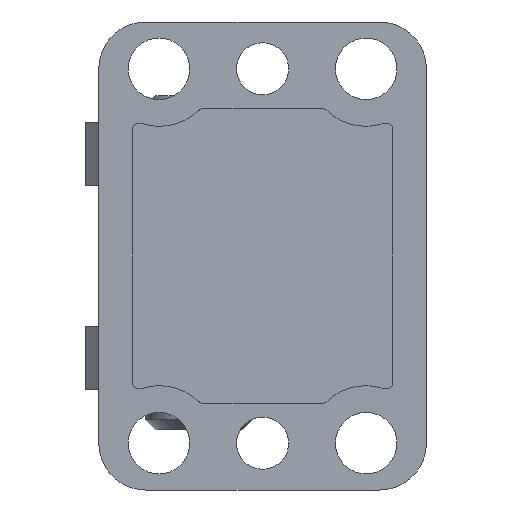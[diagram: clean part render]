
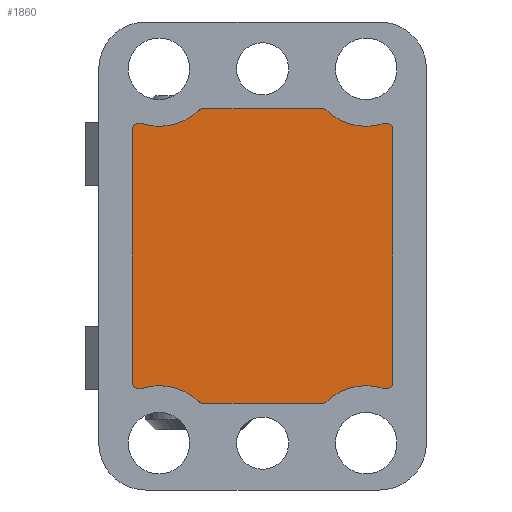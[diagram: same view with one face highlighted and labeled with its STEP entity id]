
A CAD part, front view. The second image highlights one B-rep face of the part: STEP entity #1860.
In plain terms, the highlighted planar face has unit normal (0, -1, 0).
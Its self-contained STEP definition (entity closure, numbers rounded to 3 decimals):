
#53=PLANE('',#2073);
#148=LINE('',#3053,#292);
#153=LINE('',#3069,#297);
#158=LINE('',#3085,#302);
#163=LINE('',#3101,#307);
#292=VECTOR('',#2428,1000.);
#297=VECTOR('',#2447,1000.);
#302=VECTOR('',#2466,1000.);
#307=VECTOR('',#2485,1000.);
#605=ORIENTED_EDGE('',*,*,#1028,.F.);
#606=ORIENTED_EDGE('',*,*,#1058,.F.);
#607=ORIENTED_EDGE('',*,*,#1056,.T.);
#608=ORIENTED_EDGE('',*,*,#1054,.F.);
#609=ORIENTED_EDGE('',*,*,#1052,.F.);
#610=ORIENTED_EDGE('',*,*,#1050,.F.);
#611=ORIENTED_EDGE('',*,*,#1048,.T.);
#612=ORIENTED_EDGE('',*,*,#1046,.F.);
#613=ORIENTED_EDGE('',*,*,#1044,.F.);
#614=ORIENTED_EDGE('',*,*,#1042,.F.);
#615=ORIENTED_EDGE('',*,*,#1040,.T.);
#616=ORIENTED_EDGE('',*,*,#1038,.F.);
#617=ORIENTED_EDGE('',*,*,#1036,.F.);
#618=ORIENTED_EDGE('',*,*,#1034,.F.);
#619=ORIENTED_EDGE('',*,*,#1032,.T.);
#620=ORIENTED_EDGE('',*,*,#1030,.F.);
#1028=EDGE_CURVE('',#1273,#1274,#148,.T.);
#1030=EDGE_CURVE('',#1274,#1275,#1415,.T.);
#1032=EDGE_CURVE('',#1276,#1275,#1416,.T.);
#1034=EDGE_CURVE('',#1276,#1277,#1417,.T.);
#1036=EDGE_CURVE('',#1277,#1278,#153,.T.);
#1038=EDGE_CURVE('',#1278,#1279,#1418,.T.);
#1040=EDGE_CURVE('',#1280,#1279,#1419,.T.);
#1042=EDGE_CURVE('',#1280,#1281,#1420,.T.);
#1044=EDGE_CURVE('',#1281,#1282,#158,.T.);
#1046=EDGE_CURVE('',#1282,#1283,#1421,.T.);
#1048=EDGE_CURVE('',#1284,#1283,#1422,.T.);
#1050=EDGE_CURVE('',#1284,#1285,#1423,.T.);
#1052=EDGE_CURVE('',#1285,#1286,#163,.T.);
#1054=EDGE_CURVE('',#1286,#1287,#1424,.T.);
#1056=EDGE_CURVE('',#1288,#1287,#1425,.T.);
#1058=EDGE_CURVE('',#1288,#1273,#1426,.T.);
#1273=VERTEX_POINT('',#3052);
#1274=VERTEX_POINT('',#3054);
#1275=VERTEX_POINT('',#3058);
#1276=VERTEX_POINT('',#3062);
#1277=VERTEX_POINT('',#3066);
#1278=VERTEX_POINT('',#3070);
#1279=VERTEX_POINT('',#3074);
#1280=VERTEX_POINT('',#3078);
#1281=VERTEX_POINT('',#3082);
#1282=VERTEX_POINT('',#3086);
#1283=VERTEX_POINT('',#3090);
#1284=VERTEX_POINT('',#3094);
#1285=VERTEX_POINT('',#3098);
#1286=VERTEX_POINT('',#3102);
#1287=VERTEX_POINT('',#3106);
#1288=VERTEX_POINT('',#3110);
#1415=CIRCLE('',#2047,1.);
#1416=CIRCLE('',#2049,8.6);
#1417=CIRCLE('',#2051,1.);
#1418=CIRCLE('',#2054,1.);
#1419=CIRCLE('',#2056,8.6);
#1420=CIRCLE('',#2058,1.);
#1421=CIRCLE('',#2061,1.);
#1422=CIRCLE('',#2063,8.6);
#1423=CIRCLE('',#2065,1.);
#1424=CIRCLE('',#2068,1.);
#1425=CIRCLE('',#2070,8.6);
#1426=CIRCLE('',#2072,1.);
#1545=EDGE_LOOP('',(#605,#606,#607,#608,#609,#610,#611,#612,#613,#614,#615,
#616,#617,#618,#619,#620));
#1683=FACE_BOUND('',#1545,.T.);
#1860=ADVANCED_FACE('',(#1683),#53,.F.);
#2047=AXIS2_PLACEMENT_3D('',#3057,#2432,#2433);
#2049=AXIS2_PLACEMENT_3D('',#3061,#2437,#2438);
#2051=AXIS2_PLACEMENT_3D('',#3065,#2442,#2443);
#2054=AXIS2_PLACEMENT_3D('',#3073,#2451,#2452);
#2056=AXIS2_PLACEMENT_3D('',#3077,#2456,#2457);
#2058=AXIS2_PLACEMENT_3D('',#3081,#2461,#2462);
#2061=AXIS2_PLACEMENT_3D('',#3089,#2470,#2471);
#2063=AXIS2_PLACEMENT_3D('',#3093,#2475,#2476);
#2065=AXIS2_PLACEMENT_3D('',#3097,#2480,#2481);
#2068=AXIS2_PLACEMENT_3D('',#3105,#2489,#2490);
#2070=AXIS2_PLACEMENT_3D('',#3109,#2494,#2495);
#2072=AXIS2_PLACEMENT_3D('',#3113,#2499,#2500);
#2073=AXIS2_PLACEMENT_3D('',#3114,#2501,#2502);
#2428=DIRECTION('',(0.,0.,1.));
#2432=DIRECTION('',(0.,1.,0.));
#2433=DIRECTION('',(1.,0.,0.));
#2437=DIRECTION('',(0.,1.,0.));
#2438=DIRECTION('',(1.,0.,0.));
#2442=DIRECTION('',(0.,1.,0.));
#2443=DIRECTION('',(1.,0.,0.));
#2447=DIRECTION('',(1.,0.,0.));
#2451=DIRECTION('',(0.,1.,0.));
#2452=DIRECTION('',(1.,0.,0.));
#2456=DIRECTION('',(0.,1.,0.));
#2457=DIRECTION('',(1.,0.,0.));
#2461=DIRECTION('',(0.,1.,0.));
#2462=DIRECTION('',(1.,0.,0.));
#2466=DIRECTION('',(0.,0.,-1.));
#2470=DIRECTION('',(0.,1.,0.));
#2471=DIRECTION('',(1.,0.,0.));
#2475=DIRECTION('',(0.,1.,0.));
#2476=DIRECTION('',(1.,0.,0.));
#2480=DIRECTION('',(0.,1.,0.));
#2481=DIRECTION('',(1.,0.,0.));
#2485=DIRECTION('',(-1.,0.,0.));
#2489=DIRECTION('',(0.,1.,0.));
#2490=DIRECTION('',(1.,0.,0.));
#2494=DIRECTION('',(0.,1.,0.));
#2495=DIRECTION('',(1.,0.,0.));
#2499=DIRECTION('',(0.,1.,0.));
#2500=DIRECTION('',(1.,0.,0.));
#2501=DIRECTION('',(0.,1.,0.));
#2502=DIRECTION('',(0.,0.,1.));
#3052=CARTESIAN_POINT('',(-19.5,6.,-18.881));
#3053=CARTESIAN_POINT('',(-19.5,6.,-18.881));
#3054=CARTESIAN_POINT('',(-19.5,6.,18.881));
#3057=CARTESIAN_POINT('',(-18.5,6.,18.881));
#3058=CARTESIAN_POINT('',(-18.187,6.,19.831));
#3061=CARTESIAN_POINT('',(-15.5,6.,28.));
#3062=CARTESIAN_POINT('',(-9.615,6.,21.729));
#3065=CARTESIAN_POINT('',(-8.93,6.,21.));
#3066=CARTESIAN_POINT('',(-8.93,6.,22.));
#3069=CARTESIAN_POINT('',(-8.93,6.,22.));
#3070=CARTESIAN_POINT('',(8.93,6.,22.));
#3073=CARTESIAN_POINT('',(8.93,6.,21.));
#3074=CARTESIAN_POINT('',(9.615,6.,21.729));
#3077=CARTESIAN_POINT('',(15.5,6.,28.));
#3078=CARTESIAN_POINT('',(18.188,6.,19.831));
#3081=CARTESIAN_POINT('',(18.5,6.,18.881));
#3082=CARTESIAN_POINT('',(19.5,6.,18.881));
#3085=CARTESIAN_POINT('',(19.5,6.,18.881));
#3086=CARTESIAN_POINT('',(19.5,6.,-18.881));
#3089=CARTESIAN_POINT('',(18.5,6.,-18.881));
#3090=CARTESIAN_POINT('',(18.188,6.,-19.831));
#3093=CARTESIAN_POINT('',(15.5,6.,-28.));
#3094=CARTESIAN_POINT('',(9.615,6.,-21.729));
#3097=CARTESIAN_POINT('',(8.93,6.,-21.));
#3098=CARTESIAN_POINT('',(8.93,6.,-22.));
#3101=CARTESIAN_POINT('',(8.93,6.,-22.));
#3102=CARTESIAN_POINT('',(-8.93,6.,-22.));
#3105=CARTESIAN_POINT('',(-8.93,6.,-21.));
#3106=CARTESIAN_POINT('',(-9.615,6.,-21.729));
#3109=CARTESIAN_POINT('',(-15.5,6.,-28.));
#3110=CARTESIAN_POINT('',(-18.188,6.,-19.831));
#3113=CARTESIAN_POINT('',(-18.5,6.,-18.881));
#3114=CARTESIAN_POINT('',(-18.5,6.,18.881));
